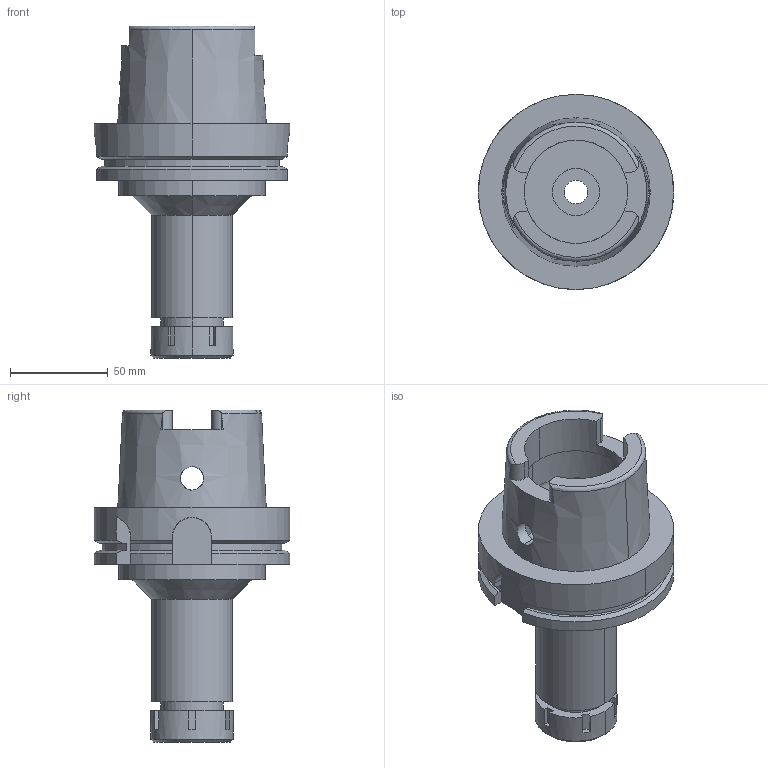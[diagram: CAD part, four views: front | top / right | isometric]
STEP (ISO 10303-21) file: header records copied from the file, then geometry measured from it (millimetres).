
FILE_DESCRIPTION (( 'STEP AP203' ), '1' );
FILE_NAME ('HSK-A100-NBS16-120.stp', '2019-09-13T16:26:28', ( '' ), ( '' ), 'SwSTEP 2.0', 'SolidWorks 2019', '' );
FILE_SCHEMA (( 'CONFIG_CONTROL_DESIGN' ));
Length unit declared in the file: millimetre
Products named in the file (7): HA100NB16120-160_ASM.stp; NBN16_1.stp; DXF_TEMP_ASSY_ASM_4_ASM.stp; HSK-A100-NBS16-120.stp; HSK-A100-NBS16-120; HSK-A100-NBS16-120-FreeParts; HSK-A100-NBS16-120_1.stp
Assembly tree (5 placements, depth 5):
  HSK-A100-NBS16-120
    HSK-A100-NBS16-120.stp
      HA100NB16120-160_ASM.stp
        DXF_TEMP_ASSY_ASM_4_ASM.stp
          HSK-A100-NBS16-120_1.stp
          NBN16_1.stp
  HSK-A100-NBS16-120-FreeParts
Bounding box: 100 x 100 x 170 mm (x, y, z)
Volume: 377509.5 mm3; surface area: 71201 mm2
Topology: 2 solids, 2 shells, 138 faces, 361 edges, 236 vertices
Faces by surface type: plane 66, cylinder 50, cone 18, torus 4
Entity records: 6051 total; most frequent: CARTESIAN_POINT 1874, DIRECTION 756, ORIENTED_EDGE 722, EDGE_CURVE 361, AXIS2_PLACEMENT_3D 287, VERTEX_POINT 236, VECTOR 182, LINE 182
